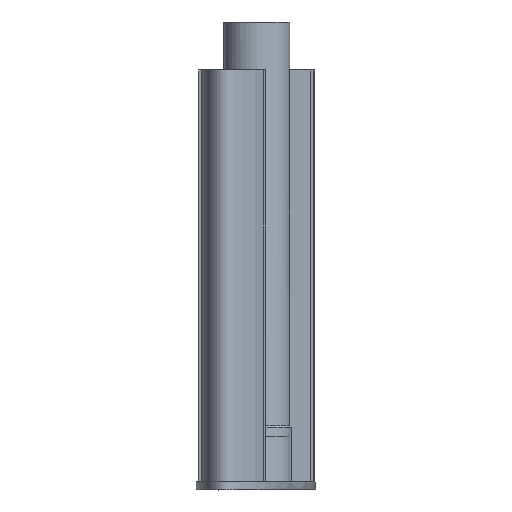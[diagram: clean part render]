
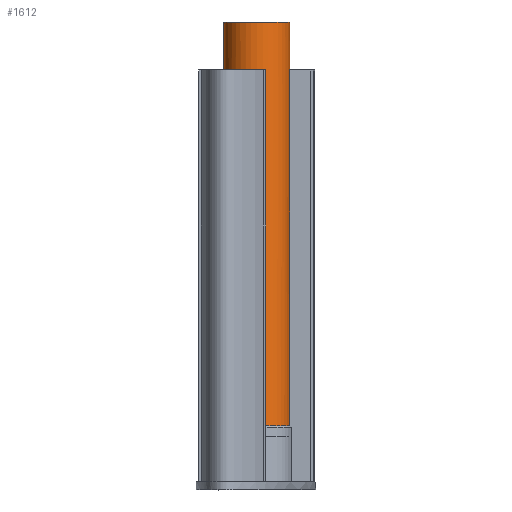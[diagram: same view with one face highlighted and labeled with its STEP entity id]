
A CAD part, left-side view. The second image highlights one B-rep face of the part: STEP entity #1612.
In plain terms, the highlighted cylindrical face has radius 11.75 mm (diameter 23.5 mm), a full revolution.
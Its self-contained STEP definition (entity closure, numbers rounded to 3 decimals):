
#151=CYLINDRICAL_SURFACE('',#1746,11.75);
#193=FACE_OUTER_BOUND('',#290,.T.);
#290=EDGE_LOOP('',(#1287,#1288,#1289,#1290,#1291,#1292,#1293,#1294,#1295,
#1296,#1297,#1298));
#425=LINE('',#2957,#580);
#432=LINE('',#3032,#587);
#433=LINE('',#3036,#588);
#434=LINE('',#3038,#589);
#435=LINE('',#3041,#590);
#580=VECTOR('',#2001,10.);
#587=VECTOR('',#2012,10.);
#588=VECTOR('',#2017,11.75);
#589=VECTOR('',#2018,10.);
#590=VECTOR('',#2021,10.);
#664=CIRCLE('',#1685,11.75);
#665=CIRCLE('',#1686,11.75);
#668=CIRCLE('',#1691,11.75);
#693=CIRCLE('',#1747,11.75);
#694=CIRCLE('',#1748,11.75);
#695=CIRCLE('',#1749,11.75);
#706=VERTEX_POINT('',#2196);
#708=VERTEX_POINT('',#2201);
#709=VERTEX_POINT('',#2203);
#713=VERTEX_POINT('',#2217);
#715=VERTEX_POINT('',#2220);
#789=VERTEX_POINT('',#2956);
#794=VERTEX_POINT('',#3030);
#795=VERTEX_POINT('',#3034);
#796=VERTEX_POINT('',#3037);
#797=VERTEX_POINT('',#3039);
#862=EDGE_CURVE('',#706,#708,#664,.T.);
#863=EDGE_CURVE('',#708,#709,#665,.T.);
#870=EDGE_CURVE('',#713,#715,#668,.T.);
#973=EDGE_CURVE('',#709,#789,#425,.T.);
#981=EDGE_CURVE('',#794,#713,#432,.T.);
#982=EDGE_CURVE('',#795,#795,#693,.T.);
#983=EDGE_CURVE('',#795,#708,#433,.T.);
#984=EDGE_CURVE('',#796,#706,#434,.T.);
#985=EDGE_CURVE('',#796,#797,#694,.T.);
#986=EDGE_CURVE('',#715,#797,#435,.T.);
#987=EDGE_CURVE('',#794,#789,#695,.T.);
#1287=ORIENTED_EDGE('',*,*,#982,.T.);
#1288=ORIENTED_EDGE('',*,*,#983,.T.);
#1289=ORIENTED_EDGE('',*,*,#862,.F.);
#1290=ORIENTED_EDGE('',*,*,#984,.F.);
#1291=ORIENTED_EDGE('',*,*,#985,.T.);
#1292=ORIENTED_EDGE('',*,*,#986,.F.);
#1293=ORIENTED_EDGE('',*,*,#870,.F.);
#1294=ORIENTED_EDGE('',*,*,#981,.F.);
#1295=ORIENTED_EDGE('',*,*,#987,.T.);
#1296=ORIENTED_EDGE('',*,*,#973,.F.);
#1297=ORIENTED_EDGE('',*,*,#863,.F.);
#1298=ORIENTED_EDGE('',*,*,#983,.F.);
#1612=ADVANCED_FACE('',(#193),#151,.T.);
#1685=AXIS2_PLACEMENT_3D('',#2202,#1811,#1812);
#1686=AXIS2_PLACEMENT_3D('',#2204,#1813,#1814);
#1691=AXIS2_PLACEMENT_3D('',#2221,#1826,#1827);
#1746=AXIS2_PLACEMENT_3D('',#3033,#2013,#2014);
#1747=AXIS2_PLACEMENT_3D('',#3035,#2015,#2016);
#1748=AXIS2_PLACEMENT_3D('',#3040,#2019,#2020);
#1749=AXIS2_PLACEMENT_3D('',#3042,#2022,#2023);
#1811=DIRECTION('center_axis',(0.,0.,
-1.));
#1812=DIRECTION('ref_axis',(1.,0.,0.));
#1813=DIRECTION('center_axis',(0.,0.,
-1.));
#1814=DIRECTION('ref_axis',(1.,0.,0.));
#1826=DIRECTION('center_axis',(0.,0.,
-1.));
#1827=DIRECTION('ref_axis',(1.,0.,0.));
#2001=DIRECTION('',(0.,0.,1.));
#2012=DIRECTION('',(0.,0.,-1.));
#2013=DIRECTION('center_axis',(0.,0.,
-1.));
#2014=DIRECTION('ref_axis',(1.,0.,0.));
#2015=DIRECTION('center_axis',(0.,0.,
-1.));
#2016=DIRECTION('ref_axis',(-1.,0.,0.));
#2017=DIRECTION('',(0.,0.,-1.));
#2018=DIRECTION('',(0.,0.,-1.));
#2019=DIRECTION('center_axis',(0.,0.,
1.));
#2020=DIRECTION('ref_axis',(-1.,0.,0.));
#2021=DIRECTION('',(0.,0.,1.));
#2022=DIRECTION('center_axis',(0.,0.,
1.));
#2023=DIRECTION('ref_axis',(-1.,0.,0.));
#2196=CARTESIAN_POINT('',(97.451,-6.03,20.));
#2201=CARTESIAN_POINT('',(86.739,5.674,20.));
#2202=CARTESIAN_POINT('Origin',(98.489,5.674,20.));
#2203=CARTESIAN_POINT('',(97.462,17.379,20.));
#2204=CARTESIAN_POINT('Origin',(98.489,5.674,20.));
#2217=CARTESIAN_POINT('',(98.448,17.424,20.));
#2220=CARTESIAN_POINT('',(98.489,-6.076,20.));
#2221=CARTESIAN_POINT('Origin',(98.489,5.674,20.));
#2956=CARTESIAN_POINT('',(97.462,17.379,147.));
#2957=CARTESIAN_POINT('',(97.462,17.379,-4.));
#3030=CARTESIAN_POINT('',(98.448,17.424,147.));
#3032=CARTESIAN_POINT('',(98.448,17.424,-4.));
#3033=CARTESIAN_POINT('Origin',(98.489,5.674,-4.));
#3034=CARTESIAN_POINT('',(86.739,5.674,164.));
#3035=CARTESIAN_POINT('Origin',(98.489,5.674,164.));
#3036=CARTESIAN_POINT('',(86.739,5.674,-4.));
#3037=CARTESIAN_POINT('',(97.451,-6.03,147.));
#3038=CARTESIAN_POINT('',(97.451,-6.03,-4.));
#3039=CARTESIAN_POINT('',(98.489,-6.076,147.));
#3040=CARTESIAN_POINT('Origin',(98.489,5.674,147.));
#3041=CARTESIAN_POINT('',(98.489,-6.076,-4.));
#3042=CARTESIAN_POINT('Origin',(98.489,5.674,147.));
